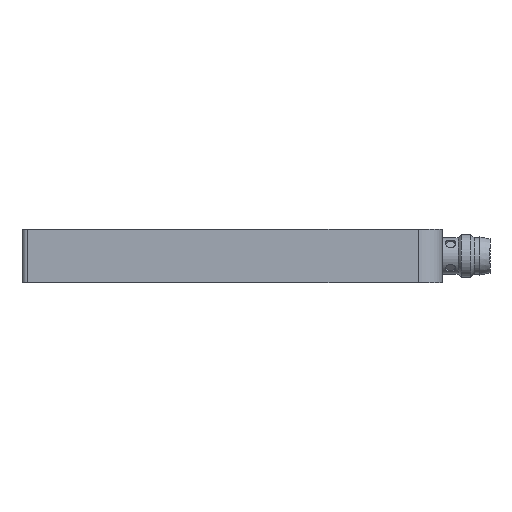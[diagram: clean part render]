
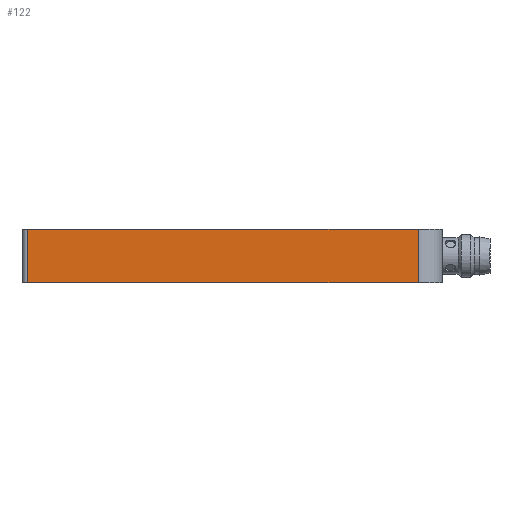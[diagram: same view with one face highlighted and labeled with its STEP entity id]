
A CAD part, front view. The second image highlights one B-rep face of the part: STEP entity #122.
In plain terms, the highlighted planar face has unit normal (0, -1, 0).
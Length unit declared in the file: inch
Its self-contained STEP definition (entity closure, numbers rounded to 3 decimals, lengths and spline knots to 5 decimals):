
#40 = ORIENTED_EDGE ( 'NONE', *, *, #1220, .T. ) ;
#59 = VERTEX_POINT ( 'NONE', #1407 ) ;
#74 = VECTOR ( 'NONE', #550, 39.37008 ) ;
#88 = DIRECTION ( 'NONE',  ( 0., 0., -1. ) ) ;
#122 = ADVANCED_FACE ( 'NONE', ( #453 ), #1759, .T. ) ;
#145 = VECTOR ( 'NONE', #1769, 39.37008 ) ;
#379 = EDGE_CURVE ( 'NONE', #820, #607, #663, .T. ) ;
#389 = CARTESIAN_POINT ( 'NONE',  ( 2.93307, -0.47244, -0.19685 ) ) ;
#453 = FACE_OUTER_BOUND ( 'NONE', #1141, .T. ) ;
#501 = EDGE_CURVE ( 'NONE', #701, #607, #999, .T. ) ;
#508 = CARTESIAN_POINT ( 'NONE',  ( 0., -0.47244, -0.19685 ) ) ;
#521 = DIRECTION ( 'NONE',  ( 0., 0., -1. ) ) ;
#550 = DIRECTION ( 'NONE',  ( 0., 0., 1. ) ) ;
#579 = CARTESIAN_POINT ( 'NONE',  ( 0.03937, -0.47244, -0.19685 ) ) ;
#607 = VERTEX_POINT ( 'NONE', #703 ) ;
#663 = LINE ( 'NONE', #579, #1479 ) ;
#701 = VERTEX_POINT ( 'NONE', #389 ) ;
#702 = CARTESIAN_POINT ( 'NONE',  ( 2.93307, -0.47244, 0.19685 ) ) ;
#703 = CARTESIAN_POINT ( 'NONE',  ( 0.03937, -0.47244, -0.19685 ) ) ;
#812 = DIRECTION ( 'NONE',  ( 0., -1., 0. ) ) ;
#820 = VERTEX_POINT ( 'NONE', #1687 ) ;
#825 = ORIENTED_EDGE ( 'NONE', *, *, #1686, .F. ) ;
#875 = VECTOR ( 'NONE', #1211, 39.37008 ) ;
#999 = LINE ( 'NONE', #508, #145 ) ;
#1141 = EDGE_LOOP ( 'NONE', ( #1910, #40, #825, #1186 ) ) ;
#1168 = AXIS2_PLACEMENT_3D ( 'NONE', #1462, #812, #521 ) ;
#1186 = ORIENTED_EDGE ( 'NONE', *, *, #379, .T. ) ;
#1211 = DIRECTION ( 'NONE',  ( 1., 0., 0. ) ) ;
#1220 = EDGE_CURVE ( 'NONE', #701, #59, #1842, .T. ) ;
#1299 = LINE ( 'NONE', #1985, #875 ) ;
#1407 = CARTESIAN_POINT ( 'NONE',  ( 2.93307, -0.47244, 0.19685 ) ) ;
#1462 = CARTESIAN_POINT ( 'NONE',  ( 0., -0.47244, 0.19685 ) ) ;
#1479 = VECTOR ( 'NONE', #88, 39.37008 ) ;
#1686 = EDGE_CURVE ( 'NONE', #820, #59, #1299, .T. ) ;
#1687 = CARTESIAN_POINT ( 'NONE',  ( 0.03937, -0.47244, 0.19685 ) ) ;
#1759 = PLANE ( 'NONE',  #1168 ) ;
#1769 = DIRECTION ( 'NONE',  ( -1., 0., 0. ) ) ;
#1842 = LINE ( 'NONE', #702, #74 ) ;
#1910 = ORIENTED_EDGE ( 'NONE', *, *, #501, .F. ) ;
#1985 = CARTESIAN_POINT ( 'NONE',  ( 0., -0.47244, 0.19685 ) ) ;
